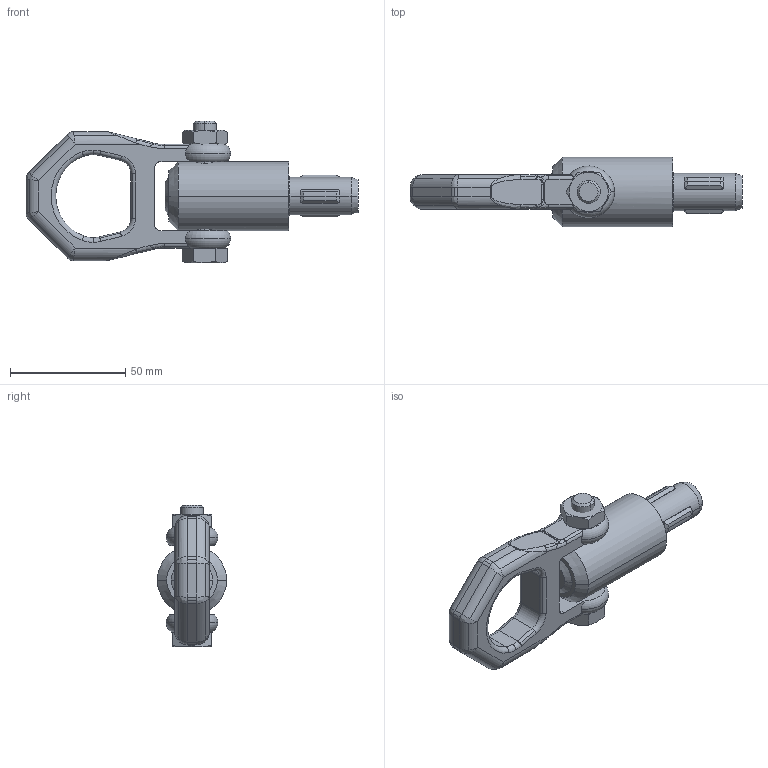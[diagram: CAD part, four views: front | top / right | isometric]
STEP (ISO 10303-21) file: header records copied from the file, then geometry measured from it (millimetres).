
FILE_DESCRIPTION(('STEP AP214'),'1');
FILE_NAME('HALDERN_EH_2B352_1020.stp','2020-11-13T10:46:29',('TraceParts'),('TraceParts S.A.'),'Spatial InterOp 3D',' ',' ');
FILE_SCHEMA(('AUTOMOTIVE_DESIGN { 1 0 10303 214 1 1 1 1 }'));
Length unit declared in the file: millimetre
Products named in the file (1): HALDERN_EH_2B352_1020_1
Bounding box: 144 x 30 x 61.4 mm (x, y, z)
Volume: 78026.5 mm3; surface area: 22381.2 mm2
Topology: 4 solids, 4 shells, 293 faces, 751 edges, 463 vertices
Faces by surface type: cylinder 111, plane 80, cone 36, bspline 36, torus 30
Entity records: 19010 total; most frequent: CARTESIAN_POINT 9731, ORIENTED_EDGE 1486, DIRECTION 1436, EDGE_CURVE 743, AXIS2_PLACEMENT_3D 590, VERTEX_POINT 463, EDGE_LOOP 308, STYLED_ITEM 297
